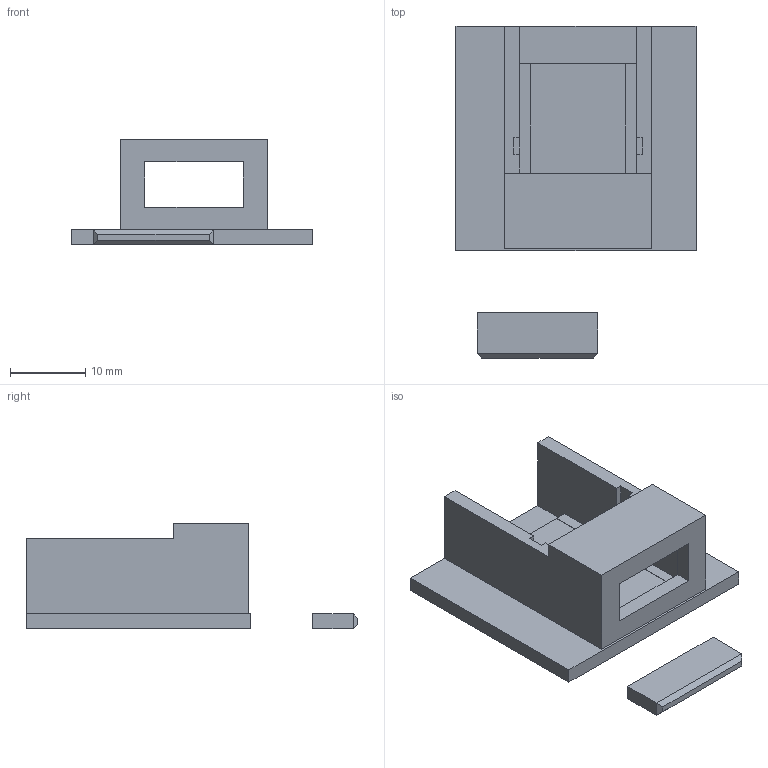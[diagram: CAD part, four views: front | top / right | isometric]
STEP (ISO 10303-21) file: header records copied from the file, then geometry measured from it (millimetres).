
FILE_DESCRIPTION(('HOOPS Exchange Step'),'2;1');
FILE_NAME('temp_export','2020-12-31T15:34:48-06:00',('mobile'),('Shapr3D Limited'),'HOOPS Exchange 2020.2','Shapr3D','Authorized');
FILE_SCHEMA( ('AP203_CONFIGURATION_CONTROLLED_3D_DESIGN_OF_MECHANICAL_PARTS_AND_ASSEMBLIES_MIM_LF') );
Length unit declared in the file: millimetre
Products named in the file (2): 0; 7192E294-BF95-44E0-8B18-CC079FEB4DF6.tmp
Assembly tree (1 placements, depth 2):
  7192E294-BF95-44E0-8B18-CC079FEB4DF6.tmp
    0
Bounding box: 31.8 x 43.96 x 14 mm (x, y, z)
Volume: 4111.7 mm3; surface area: 4192.2 mm2
Topology: 2 solids, 2 shells, 49 faces, 130 edges, 84 vertices
Faces by surface type: plane 49
Entity records: 1530 total; most frequent: CARTESIAN_POINT 266, ORIENTED_EDGE 260, DIRECTION 234, VECTOR 130, LINE 130, EDGE_CURVE 130, VERTEX_POINT 84, AXIS2_PLACEMENT_3D 52
